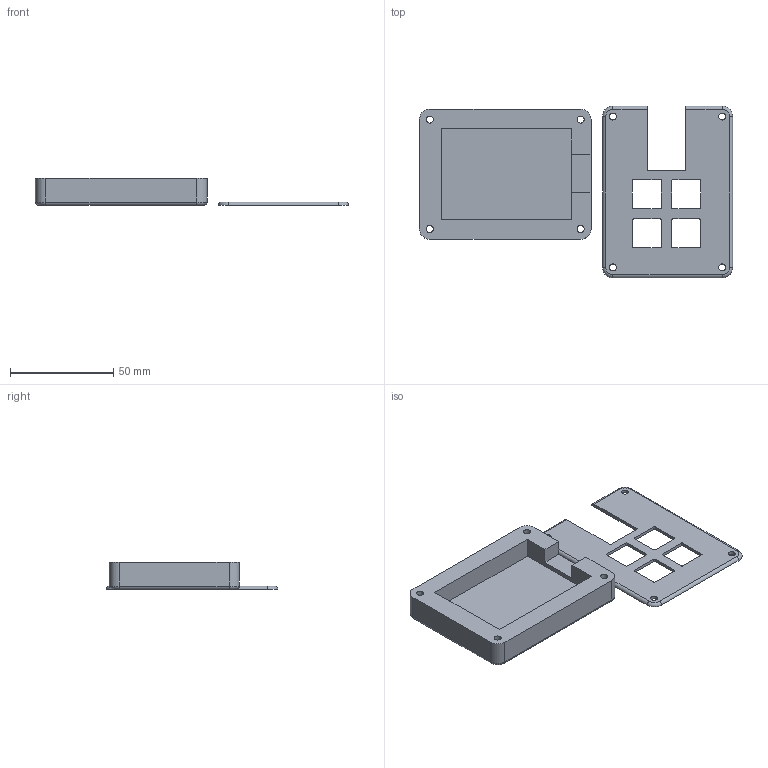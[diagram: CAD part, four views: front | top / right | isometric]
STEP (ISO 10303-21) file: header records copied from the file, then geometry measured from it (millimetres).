
FILE_DESCRIPTION(/* description */ (''),/* implementation_level */ '2;1');
FILE_NAME(/* name */ 'shaoming_macropad.step',/* time_stamp */ '2025-12-24T21:59:13-05:00',/* author */ (''),/* organization */ (''),/* preprocessor_version */ 'ST-DEVELOPER v20.1',/* originating_system */ 'Autodesk Translation Framework v14.21.0.0',/* authorisation */ '');
FILE_SCHEMA (('AUTOMOTIVE_DESIGN { 1 0 10303 214 3 1 1 }'));
Length unit declared in the file: inch
Products named in the file (3): macropad; fidgettoy; plate
Assembly tree (2 placements, depth 2):
  macropad
    fidgettoy
    plate
Bounding box: 151.35 x 82.93 x 13.2 mm (x, y, z)
Volume: 43303.2 mm3; surface area: 24844.6 mm2
Topology: 2 solids, 2 shells, 525 faces, 1462 edges, 972 vertices
Faces by surface type: bspline 305, plane 171, cylinder 41, torus 8
Full cylindrical faces by diameter (mm): 3.4 x8, 6 x4
Entity records: 19731 total; most frequent: CARTESIAN_POINT 8149, ORIENTED_EDGE 2924, EDGE_CURVE 1462, DIRECTION 1396, VERTEX_POINT 972, LINE 758, VECTOR 758, B_SPLINE_CURVE_WITH_KNOTS 610
